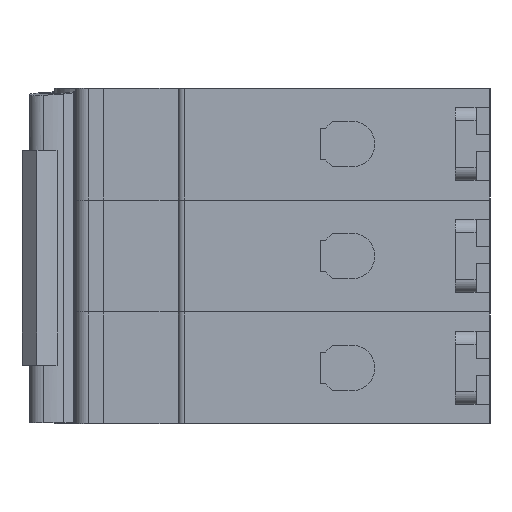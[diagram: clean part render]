
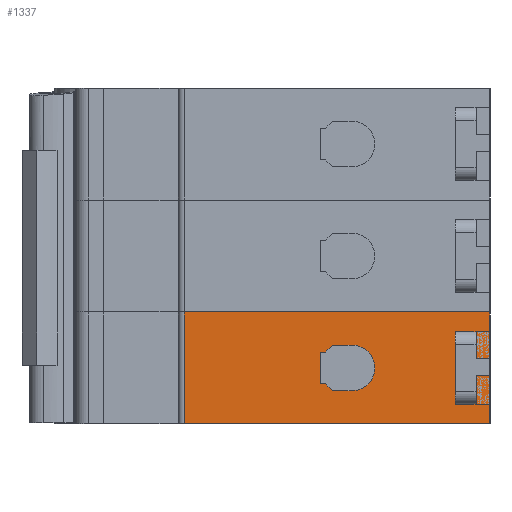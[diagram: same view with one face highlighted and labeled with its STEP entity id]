
A CAD part, left-side view. The second image highlights one B-rep face of the part: STEP entity #1337.
In plain terms, the highlighted planar face has unit normal (-1, 0, 0).
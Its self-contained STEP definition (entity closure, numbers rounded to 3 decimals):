
#175=DIRECTION('',(0.,0.,1.));
#176=VECTOR('',#175,17.7);
#177=CARTESIAN_POINT('',(5.1,0.129,-17.7));
#178=LINE('',#177,#176);
#179=DIRECTION('',(0.,1.,0.));
#180=VECTOR('',#179,48.3);
#181=CARTESIAN_POINT('',(5.1,0.129,-17.7));
#182=LINE('',#181,#180);
#183=DIRECTION('',(0.,1.,0.));
#184=VECTOR('',#183,3.1);
#185=CARTESIAN_POINT('',(5.1,21.929,-5.25));
#186=LINE('',#185,#184);
#187=DIRECTION('',(0.,0.707,-0.707));
#188=VECTOR('',#187,1.556);
#189=CARTESIAN_POINT('',(5.1,25.029,-5.25));
#190=LINE('',#189,#188);
#191=DIRECTION('',(0.,1.,0.));
#192=VECTOR('',#191,0.8);
#193=CARTESIAN_POINT('',(5.1,26.129,-6.35));
#194=LINE('',#193,#192);
#195=DIRECTION('',(0.,0.,-1.));
#196=VECTOR('',#195,5.);
#197=CARTESIAN_POINT('',(5.1,26.929,-6.35));
#198=LINE('',#197,#196);
#199=DIRECTION('',(0.,-1.,0.));
#200=VECTOR('',#199,0.8);
#201=CARTESIAN_POINT('',(5.1,26.929,-11.35));
#202=LINE('',#201,#200);
#203=DIRECTION('',(0.,-0.707,-0.707));
#204=VECTOR('',#203,1.556);
#205=CARTESIAN_POINT('',(5.1,26.129,-11.35));
#206=LINE('',#205,#204);
#207=DIRECTION('',(0.,-1.,0.));
#208=VECTOR('',#207,3.1);
#209=CARTESIAN_POINT('',(5.1,25.029,-12.45));
#210=LINE('',#209,#208);
#211=CARTESIAN_POINT('',(5.1,21.929,-8.85));
#212=DIRECTION('',(-1.,0.,0.));
#213=DIRECTION('',(0.,0.,-1.));
#214=AXIS2_PLACEMENT_3D('',#211,#212,#213);
#220=DIRECTION('',(0.,0.,-1.));
#221=VECTOR('',#220,17.7);
#222=CARTESIAN_POINT('',(5.1,48.429,
0.));
#223=LINE('',#222,#221);
#535=DIRECTION('',(0.,1.,0.));
#536=VECTOR('',#535,48.3);
#537=CARTESIAN_POINT('',(5.1,0.129,
0.));
#538=LINE('',#537,#536);
#795=CARTESIAN_POINT('',(5.1,48.429,-17.7));
#796=VERTEX_POINT('',#795);
#797=CARTESIAN_POINT('',(5.1,0.129,-17.7));
#798=VERTEX_POINT('',#797);
#871=CARTESIAN_POINT('',(5.1,0.129,
0.));
#872=VERTEX_POINT('',#871);
#873=CARTESIAN_POINT('',(5.1,48.429,
0.));
#874=VERTEX_POINT('',#873);
#875=CARTESIAN_POINT('',(5.1,21.929,-5.25));
#876=CARTESIAN_POINT('',(5.1,25.029,-5.25));
#877=VERTEX_POINT('',#875);
#878=VERTEX_POINT('',#876);
#879=CARTESIAN_POINT('',(5.1,26.129,-6.35));
#880=VERTEX_POINT('',#879);
#881=CARTESIAN_POINT('',(5.1,26.929,-6.35));
#882=VERTEX_POINT('',#881);
#883=CARTESIAN_POINT('',(5.1,26.929,-11.35));
#884=VERTEX_POINT('',#883);
#885=CARTESIAN_POINT('',(5.1,26.129,-11.35));
#886=VERTEX_POINT('',#885);
#887=CARTESIAN_POINT('',(5.1,25.029,-12.45));
#888=VERTEX_POINT('',#887);
#889=CARTESIAN_POINT('',(5.1,21.929,-12.45));
#890=VERTEX_POINT('',#889);
#1306=CARTESIAN_POINT('',(5.1,0.129,-17.7));
#1307=DIRECTION('',(-1.,0.,0.));
#1308=DIRECTION('',(0.,1.,0.));
#1309=AXIS2_PLACEMENT_3D('',#1306,#1307,#1308);
#1310=PLANE('',#1309);
#1311=ORIENTED_EDGE('',*,*,#1044,.T.);
#1313=ORIENTED_EDGE('',*,*,#1312,.F.);
#1315=ORIENTED_EDGE('',*,*,#1314,.F.);
#1316=ORIENTED_EDGE('',*,*,#1298,.F.);
#1317=EDGE_LOOP('',(#1311,#1313,#1315,#1316));
#1318=FACE_OUTER_BOUND('',#1317,.F.);
#1320=ORIENTED_EDGE('',*,*,#1319,.T.);
#1322=ORIENTED_EDGE('',*,*,#1321,.T.);
#1324=ORIENTED_EDGE('',*,*,#1323,.T.);
#1326=ORIENTED_EDGE('',*,*,#1325,.T.);
#1328=ORIENTED_EDGE('',*,*,#1327,.T.);
#1330=ORIENTED_EDGE('',*,*,#1329,.T.);
#1332=ORIENTED_EDGE('',*,*,#1331,.T.);
#1334=ORIENTED_EDGE('',*,*,#1333,.T.);
#1335=EDGE_LOOP('',(#1320,#1322,#1324,#1326,#1328,#1330,#1332,#1334));
#1336=FACE_BOUND('',#1335,.F.);
#1337=ADVANCED_FACE('',(#1318,#1336),#1310,.T.);
#215=CIRCLE('',#214,3.6);
#1044=EDGE_CURVE('',#798,#796,#182,.T.);
#1298=EDGE_CURVE('',#798,#872,#178,.T.);
#1312=EDGE_CURVE('',#874,#796,#223,.T.);
#1314=EDGE_CURVE('',#872,#874,#538,.T.);
#1319=EDGE_CURVE('',#877,#878,#186,.T.);
#1321=EDGE_CURVE('',#878,#880,#190,.T.);
#1323=EDGE_CURVE('',#880,#882,#194,.T.);
#1325=EDGE_CURVE('',#882,#884,#198,.T.);
#1327=EDGE_CURVE('',#884,#886,#202,.T.);
#1329=EDGE_CURVE('',#886,#888,#206,.T.);
#1331=EDGE_CURVE('',#888,#890,#210,.T.);
#1333=EDGE_CURVE('',#890,#877,#215,.T.);
